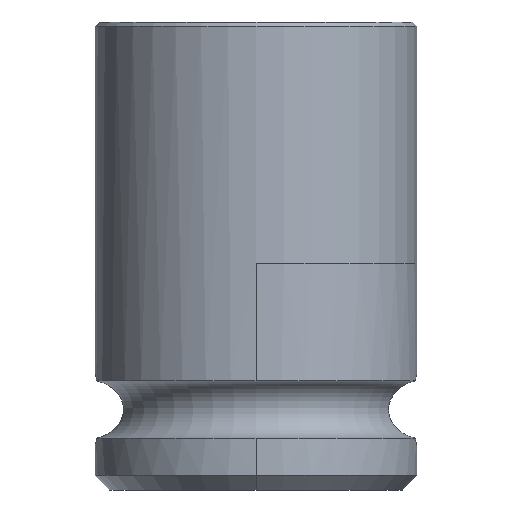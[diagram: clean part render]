
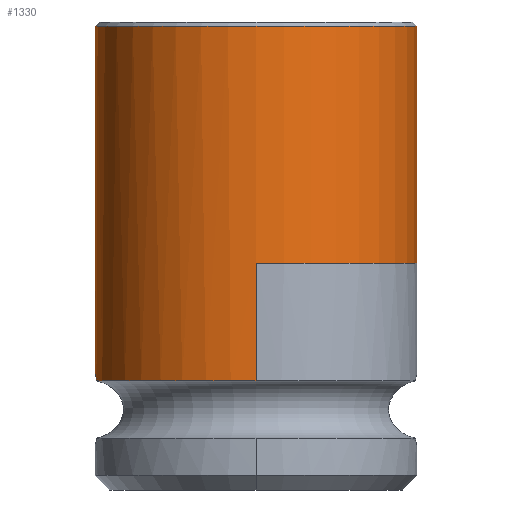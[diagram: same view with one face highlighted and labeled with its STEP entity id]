
A CAD part, left-side view. The second image highlights one B-rep face of the part: STEP entity #1330.
In plain terms, the highlighted cylindrical face has radius 11 mm (diameter 22 mm), a partial arc.
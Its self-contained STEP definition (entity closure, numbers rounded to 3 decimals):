
#184=CARTESIAN_POINT('',(0.,0.,31.7));
#185=DIRECTION('',(0.,0.,1.));
#186=DIRECTION('',(0.,1.,0.));
#187=AXIS2_PLACEMENT_3D('',#184,#185,#186);
#189=CARTESIAN_POINT('',(0.,0.,7.46));
#190=DIRECTION('',(0.,0.,1.));
#191=DIRECTION('',(-0.141,0.99,0.));
#192=AXIS2_PLACEMENT_3D('',#189,#190,#191);
#194=CARTESIAN_POINT('',(0.,11.,8.));
#195=CARTESIAN_POINT('',(-0.134,11.,8.));
#196=CARTESIAN_POINT('',(-0.403,10.995,7.979));
#197=CARTESIAN_POINT('',(-0.826,10.972,7.873));
#198=CARTESIAN_POINT('',(-1.212,10.935,7.7));
#199=CARTESIAN_POINT('',(-1.443,10.905,7.546));
#200=CARTESIAN_POINT('',(-1.552,10.89,7.46));
#202=CARTESIAN_POINT('',(1.552,10.89,7.46));
#203=CARTESIAN_POINT('',(1.443,10.905,7.546));
#204=CARTESIAN_POINT('',(1.213,10.935,7.7));
#205=CARTESIAN_POINT('',(0.825,10.972,7.873));
#206=CARTESIAN_POINT('',(0.404,10.995,7.979));
#207=CARTESIAN_POINT('',(0.135,11.,8.));
#208=CARTESIAN_POINT('',(0.,11.,8.));
#210=CARTESIAN_POINT('',(0.,0.,7.46));
#211=DIRECTION('',(0.,0.,1.));
#212=DIRECTION('',(1.,0.,0.));
#213=AXIS2_PLACEMENT_3D('',#210,#211,#212);
#215=DIRECTION('',(0.,0.,1.));
#216=VECTOR('',#215,8.04);
#217=CARTESIAN_POINT('',(11.,0.,7.46));
#218=LINE('',#217,#216);
#219=CARTESIAN_POINT('',(0.,0.,15.5));
#220=DIRECTION('',(0.,0.,1.));
#221=DIRECTION('',(1.,0.,0.));
#222=AXIS2_PLACEMENT_3D('',#219,#220,#221);
#326=DIRECTION('',(0.,0.,1.));
#327=VECTOR('',#326,16.2);
#328=CARTESIAN_POINT('',(0.,11.,15.5));
#329=LINE('',#328,#327);
#356=DIRECTION('',(0.,0.,1.));
#357=VECTOR('',#356,8.04);
#358=CARTESIAN_POINT('',(-11.,0.,7.46));
#359=LINE('',#358,#357);
#360=CARTESIAN_POINT('',(0.,0.,15.5));
#361=DIRECTION('',(0.,0.,1.));
#362=DIRECTION('',(-1.,0.,0.));
#363=AXIS2_PLACEMENT_3D('',#360,#361,#362);
#365=DIRECTION('',(0.,0.,1.));
#366=VECTOR('',#365,16.2);
#367=CARTESIAN_POINT('',(0.,-11.,15.5));
#368=LINE('',#367,#366);
#1065=VERTEX_POINT('',#194);
#1066=VERTEX_POINT('',#200);
#1070=VERTEX_POINT('',#202);
#1088=CARTESIAN_POINT('',(-11.,0.,7.46));
#1089=VERTEX_POINT('',#1088);
#1092=CARTESIAN_POINT('',(11.,0.,7.46));
#1093=VERTEX_POINT('',#1092);
#1145=CARTESIAN_POINT('',(-11.,0.,15.5));
#1146=CARTESIAN_POINT('',(0.,-11.,15.5));
#1147=VERTEX_POINT('',#1145);
#1148=VERTEX_POINT('',#1146);
#1149=CARTESIAN_POINT('',(11.,0.,15.5));
#1150=CARTESIAN_POINT('',(0.,11.,15.5));
#1151=VERTEX_POINT('',#1149);
#1152=VERTEX_POINT('',#1150);
#1157=CARTESIAN_POINT('',(0.,-11.,31.7));
#1158=CARTESIAN_POINT('',(0.,11.,31.7));
#1159=VERTEX_POINT('',#1157);
#1160=VERTEX_POINT('',#1158);
#1302=CARTESIAN_POINT('',(0.,0.,0.));
#1303=DIRECTION('',(0.,0.,1.));
#1304=DIRECTION('',(1.,0.,0.));
#1305=AXIS2_PLACEMENT_3D('',#1302,#1303,#1304);
#1306=CYLINDRICAL_SURFACE('',#1305,11.);
#1308=ORIENTED_EDGE('',*,*,#1307,.T.);
#1310=ORIENTED_EDGE('',*,*,#1309,.F.);
#1312=ORIENTED_EDGE('',*,*,#1311,.F.);
#1314=ORIENTED_EDGE('',*,*,#1313,.F.);
#1316=ORIENTED_EDGE('',*,*,#1315,.F.);
#1317=ORIENTED_EDGE('',*,*,#1245,.F.);
#1319=ORIENTED_EDGE('',*,*,#1318,.F.);
#1321=ORIENTED_EDGE('',*,*,#1320,.F.);
#1323=ORIENTED_EDGE('',*,*,#1322,.T.);
#1325=ORIENTED_EDGE('',*,*,#1324,.T.);
#1327=ORIENTED_EDGE('',*,*,#1326,.T.);
#1328=EDGE_LOOP('',(#1308,#1310,#1312,#1314,#1316,#1317,#1319,#1321,#1323,#1325,
#1327));
#1329=FACE_OUTER_BOUND('',#1328,.F.);
#1330=ADVANCED_FACE('',(#1329),#1306,.T.);
#188=CIRCLE('',#187,11.);
#193=CIRCLE('',#192,11.);
#201=B_SPLINE_CURVE_WITH_KNOTS('',3,(#194,#195,#196,#197,#198,#199,#200),
.UNSPECIFIED.,.F.,.F.,(4,1,1,1,4),(0.,0.25,0.5,0.75,1.),
.UNSPECIFIED.);
#209=B_SPLINE_CURVE_WITH_KNOTS('',3,(#202,#203,#204,#205,#206,#207,#208),
.UNSPECIFIED.,.F.,.F.,(4,1,1,1,4),(0.,0.25,0.5,0.75,1.),
.UNSPECIFIED.);
#214=CIRCLE('',#213,11.);
#223=CIRCLE('',#222,11.);
#364=CIRCLE('',#363,11.);
#1245=EDGE_CURVE('',#1065,#1066,#201,.T.);
#1307=EDGE_CURVE('',#1160,#1159,#188,.T.);
#1309=EDGE_CURVE('',#1148,#1159,#368,.T.);
#1311=EDGE_CURVE('',#1147,#1148,#364,.T.);
#1313=EDGE_CURVE('',#1089,#1147,#359,.T.);
#1315=EDGE_CURVE('',#1066,#1089,#193,.T.);
#1318=EDGE_CURVE('',#1070,#1065,#209,.T.);
#1320=EDGE_CURVE('',#1093,#1070,#214,.T.);
#1322=EDGE_CURVE('',#1093,#1151,#218,.T.);
#1324=EDGE_CURVE('',#1151,#1152,#223,.T.);
#1326=EDGE_CURVE('',#1152,#1160,#329,.T.);
